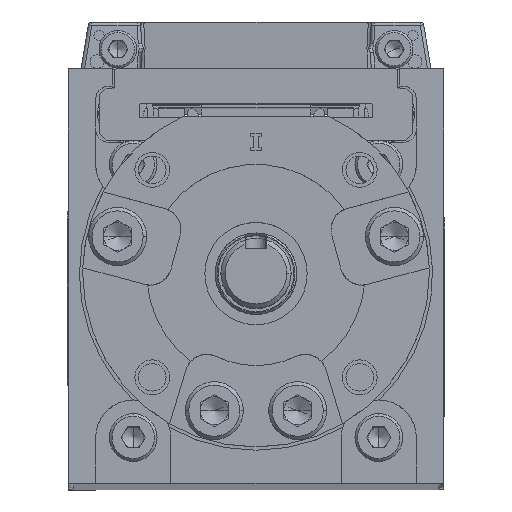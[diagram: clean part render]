
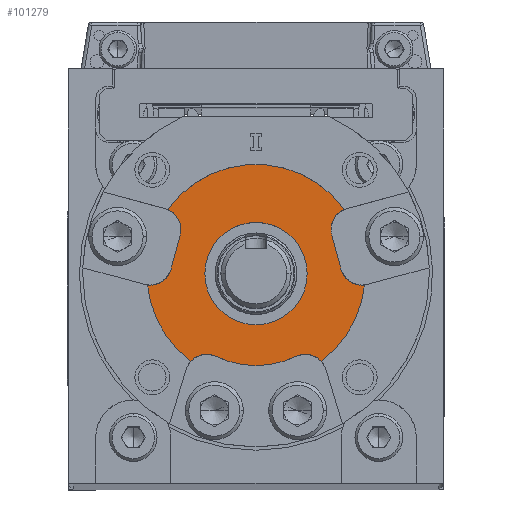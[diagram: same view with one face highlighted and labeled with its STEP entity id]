
A CAD part, top view. The second image highlights one B-rep face of the part: STEP entity #101279.
In plain terms, the highlighted planar face has unit normal (0, 0, 1).
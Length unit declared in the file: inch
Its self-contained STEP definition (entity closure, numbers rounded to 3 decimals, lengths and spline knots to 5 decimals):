
#503 = AXIS2_PLACEMENT_3D ( 'NONE', #189300, #175881, #6308 ) ;
#1087 = DIRECTION ( 'NONE',  ( 1., 0., 0. ) ) ;
#2890 = VERTEX_POINT ( 'NONE', #177830 ) ;
#4393 = DIRECTION ( 'NONE',  ( 0.259, -0.966, 0. ) ) ;
#5573 = CARTESIAN_POINT ( 'NONE',  ( 0., 1.20984, 1.3536 ) ) ;
#6308 = DIRECTION ( 'NONE',  ( 1., 0., 0. ) ) ;
#9334 = DIRECTION ( 'NONE',  ( 0., 0., 1. ) ) ;
#10250 = VERTEX_POINT ( 'NONE', #47039 ) ;
#10342 = CIRCLE ( 'NONE', #124718, 0.125 ) ;
#10747 = DIRECTION ( 'NONE',  ( 1., 0., 0. ) ) ;
#11531 = CARTESIAN_POINT ( 'NONE',  ( 0., 1.20984, 1.3536 ) ) ;
#11707 = CIRCLE ( 'NONE', #197704, 0.125 ) ;
#12598 = ORIENTED_EDGE ( 'NONE', *, *, #195966, .T. ) ;
#13543 = CARTESIAN_POINT ( 'NONE',  ( -0.46387, 1.33414, 1.3536 ) ) ;
#13565 = DIRECTION ( 'NONE',  ( 0., 0., 1. ) ) ;
#15737 = CARTESIAN_POINT ( 'NONE',  ( -0.62652, 1.14443, 1.3536 ) ) ;
#19830 = CARTESIAN_POINT ( 'NONE',  ( 0.29528, 1.20984, 1.3536 ) ) ;
#20218 = ORIENTED_EDGE ( 'NONE', *, *, #125339, .T. ) ;
#21448 = ORIENTED_EDGE ( 'NONE', *, *, #182224, .T. ) ;
#23373 = EDGE_CURVE ( 'NONE', #54693, #51068, #67192, .T. ) ;
#25565 = DIRECTION ( 'NONE',  ( 1., 0., 0. ) ) ;
#25958 = CARTESIAN_POINT ( 'NONE',  ( -0.29528, 1.20984, 1.3536 ) ) ;
#26976 = CIRCLE ( 'NONE', #199894, 0.125 ) ;
#29112 = CARTESIAN_POINT ( 'NONE',  ( 0.62652, 1.14443, 1.3536 ) ) ;
#29196 = CIRCLE ( 'NONE', #87923, 0.53059 ) ;
#30507 = DIRECTION ( 'NONE',  ( 0., 0., -1. ) ) ;
#30665 = DIRECTION ( 'NONE',  ( 1., 0., 0. ) ) ;
#31526 = CARTESIAN_POINT ( 'NONE',  ( 0.2839, 0.61891, 1.3536 ) ) ;
#32778 = ORIENTED_EDGE ( 'NONE', *, *, #98356, .T. ) ;
#34336 = DIRECTION ( 'NONE',  ( 0., 0., 1. ) ) ;
#36782 = ORIENTED_EDGE ( 'NONE', *, *, #158898, .T. ) ;
#36884 = ORIENTED_EDGE ( 'NONE', *, *, #116330, .T. ) ;
#43309 = LINE ( 'NONE', #13543, #169517 ) ;
#43429 = VERTEX_POINT ( 'NONE', #29112 ) ;
#47039 = CARTESIAN_POINT ( 'NONE',  ( 0.22977, 0.73159, 1.3536 ) ) ;
#49492 = LINE ( 'NONE', #143433, #69613 ) ;
#49523 = VERTEX_POINT ( 'NONE', #173662 ) ;
#51068 = VERTEX_POINT ( 'NONE', #122359 ) ;
#53741 = CARTESIAN_POINT ( 'NONE',  ( 0.61088, 1.26845, 1.3536 ) ) ;
#54693 = VERTEX_POINT ( 'NONE', #15737 ) ;
#56460 = DIRECTION ( 'NONE',  ( 1., 0., 0. ) ) ;
#61616 = DIRECTION ( 'NONE',  ( 0., 0., -1. ) ) ;
#61920 = EDGE_LOOP ( 'NONE', ( #80032, #36782, #159185, #36884, #107302, #12598, #120951, #152281, #20218, #32778, #178850, #194338, #72861 ) ) ;
#63717 = VERTEX_POINT ( 'NONE', #198082 ) ;
#65706 = CARTESIAN_POINT ( 'NONE',  ( 0., 1.20984, 1.3536 ) ) ;
#67192 = CIRCLE ( 'NONE', #93271, 0.62992 ) ;
#69613 = VECTOR ( 'NONE', #4393, 39.37008 ) ;
#72861 = ORIENTED_EDGE ( 'NONE', *, *, #154800, .T. ) ;
#76020 = DIRECTION ( 'NONE',  ( 1., 0., 0. ) ) ;
#76402 = CARTESIAN_POINT ( 'NONE',  ( -0.4376, 1.43218, 1.3536 ) ) ;
#76586 = CARTESIAN_POINT ( 'NONE',  ( -0.50987, 1.57975, 1.3536 ) ) ;
#80032 = ORIENTED_EDGE ( 'NONE', *, *, #23373, .T. ) ;
#80483 = VERTEX_POINT ( 'NONE', #76402 ) ;
#81037 = DIRECTION ( 'NONE',  ( 1., 0., 0. ) ) ;
#81397 = DIRECTION ( 'NONE',  ( 1., 0., 0. ) ) ;
#81455 = DIRECTION ( 'NONE',  ( 0., 0., -1. ) ) ;
#83140 = VERTEX_POINT ( 'NONE', #118810 ) ;
#84932 = AXIS2_PLACEMENT_3D ( 'NONE', #116675, #101307, #176763 ) ;
#85347 = DIRECTION ( 'NONE',  ( 1., 0., 0. ) ) ;
#86425 = EDGE_CURVE ( 'NONE', #131982, #80483, #43309, .T. ) ;
#87164 = PLANE ( 'NONE',  #171434 ) ;
#87342 = CARTESIAN_POINT ( 'NONE',  ( 0., 1.20984, 1.3536 ) ) ;
#87923 = AXIS2_PLACEMENT_3D ( 'NONE', #87342, #134237, #181150 ) ;
#88616 = CARTESIAN_POINT ( 'NONE',  ( 0., 1.20984, 1.3536 ) ) ;
#92131 = CARTESIAN_POINT ( 'NONE',  ( 0.55834, 1.46453, 1.3536 ) ) ;
#93267 = CARTESIAN_POINT ( 'NONE',  ( 0.55834, 1.46453, 1.3536 ) ) ;
#93271 = AXIS2_PLACEMENT_3D ( 'NONE', #11531, #13565, #76020 ) ;
#94164 = AXIS2_PLACEMENT_3D ( 'NONE', #175081, #178107, #85347 ) ;
#98356 = EDGE_CURVE ( 'NONE', #151358, #124111, #121285, .T. ) ;
#99434 = FACE_OUTER_BOUND ( 'NONE', #61920, .T. ) ;
#99591 = CIRCLE ( 'NONE', #161470, 0.125 ) ;
#100178 = CIRCLE ( 'NONE', #109965, 0.125 ) ;
#101279 = ADVANCED_FACE ( 'NONE', ( #99434, #133028 ), #87164, .T. ) ;
#101307 = DIRECTION ( 'NONE',  ( 0., 0., 1. ) ) ;
#103022 = EDGE_CURVE ( 'NONE', #63717, #49523, #100178, .T. ) ;
#104441 = CIRCLE ( 'NONE', #84932, 0.62992 ) ;
#107302 = ORIENTED_EDGE ( 'NONE', *, *, #193028, .T. ) ;
#108260 = DIRECTION ( 'NONE',  ( 1., 0., 0. ) ) ;
#108912 = ORIENTED_EDGE ( 'NONE', *, *, #151557, .T. ) ;
#109965 = AXIS2_PLACEMENT_3D ( 'NONE', #92131, #199270, #30665 ) ;
#110483 = CIRCLE ( 'NONE', #94164, 0.125 ) ;
#116330 = EDGE_CURVE ( 'NONE', #10250, #83140, #10342, .T. ) ;
#116675 = CARTESIAN_POINT ( 'NONE',  ( 0., 1.20984, 1.3536 ) ) ;
#116818 = CARTESIAN_POINT ( 'NONE',  ( 0., 1.20984, 1.3536 ) ) ;
#117228 = CARTESIAN_POINT ( 'NONE',  ( -0.22977, 0.73159, 1.3536 ) ) ;
#118693 = CIRCLE ( 'NONE', #121879, 0.29528 ) ;
#118810 = CARTESIAN_POINT ( 'NONE',  ( 0.37544, 0.70403, 1.3536 ) ) ;
#120588 = EDGE_LOOP ( 'NONE', ( #21448, #108912 ) ) ;
#120951 = ORIENTED_EDGE ( 'NONE', *, *, #175466, .F. ) ;
#121285 = CIRCLE ( 'NONE', #163425, 0.62992 ) ;
#121463 = CIRCLE ( 'NONE', #503, 0.125 ) ;
#121879 = AXIS2_PLACEMENT_3D ( 'NONE', #65706, #61616, #81037 ) ;
#122270 = AXIS2_PLACEMENT_3D ( 'NONE', #88616, #138538, #10747 ) ;
#122359 = CARTESIAN_POINT ( 'NONE',  ( -0.37544, 0.70403, 1.3536 ) ) ;
#122809 = EDGE_CURVE ( 'NONE', #10250, #190555, #29196, .T. ) ;
#124111 = VERTEX_POINT ( 'NONE', #76586 ) ;
#124718 = AXIS2_PLACEMENT_3D ( 'NONE', #31526, #30507, #108260 ) ;
#124886 = DIRECTION ( 'NONE',  ( 0., 0., -1. ) ) ;
#125339 = EDGE_CURVE ( 'NONE', #49523, #151358, #26976, .T. ) ;
#131359 = DIRECTION ( 'NONE',  ( 1., 0., 0. ) ) ;
#131982 = VERTEX_POINT ( 'NONE', #174514 ) ;
#133028 = FACE_BOUND ( 'NONE', #120588, .T. ) ;
#134237 = DIRECTION ( 'NONE',  ( 0., 0., -1. ) ) ;
#138538 = DIRECTION ( 'NONE',  ( 0., 0., -1. ) ) ;
#140921 = VERTEX_POINT ( 'NONE', #19830 ) ;
#143433 = CARTESIAN_POINT ( 'NONE',  ( 0.46387, 1.33414, 1.3536 ) ) ;
#151358 = VERTEX_POINT ( 'NONE', #152032 ) ;
#151497 = CIRCLE ( 'NONE', #122270, 0.29528 ) ;
#151557 = EDGE_CURVE ( 'NONE', #170946, #140921, #151497, .T. ) ;
#152032 = CARTESIAN_POINT ( 'NONE',  ( 0.50987, 1.57975, 1.3536 ) ) ;
#152281 = ORIENTED_EDGE ( 'NONE', *, *, #103022, .T. ) ;
#152538 = EDGE_CURVE ( 'NONE', #124111, #80483, #11707, .T. ) ;
#153517 = DIRECTION ( 'NONE',  ( 0.259, 0.966, 0. ) ) ;
#154800 = EDGE_CURVE ( 'NONE', #131982, #54693, #121463, .T. ) ;
#158898 = EDGE_CURVE ( 'NONE', #51068, #190555, #110483, .T. ) ;
#159185 = ORIENTED_EDGE ( 'NONE', *, *, #122809, .F. ) ;
#161470 = AXIS2_PLACEMENT_3D ( 'NONE', #53741, #81455, #131359 ) ;
#163425 = AXIS2_PLACEMENT_3D ( 'NONE', #5573, #34336, #81397 ) ;
#165429 = CARTESIAN_POINT ( 'NONE',  ( -0.55834, 1.46453, 1.3536 ) ) ;
#169517 = VECTOR ( 'NONE', #153517, 39.37008 ) ;
#170946 = VERTEX_POINT ( 'NONE', #25958 ) ;
#171434 = AXIS2_PLACEMENT_3D ( 'NONE', #116818, #9334, #56460 ) ;
#173662 = CARTESIAN_POINT ( 'NONE',  ( 0.43334, 1.46453, 1.3536 ) ) ;
#174514 = CARTESIAN_POINT ( 'NONE',  ( -0.49014, 1.2361, 1.3536 ) ) ;
#175081 = CARTESIAN_POINT ( 'NONE',  ( -0.2839, 0.61891, 1.3536 ) ) ;
#175466 = EDGE_CURVE ( 'NONE', #63717, #2890, #49492, .T. ) ;
#175881 = DIRECTION ( 'NONE',  ( 0., 0., -1. ) ) ;
#176763 = DIRECTION ( 'NONE',  ( 1., 0., 0. ) ) ;
#177830 = CARTESIAN_POINT ( 'NONE',  ( 0.49014, 1.2361, 1.3536 ) ) ;
#178107 = DIRECTION ( 'NONE',  ( 0., 0., -1. ) ) ;
#178850 = ORIENTED_EDGE ( 'NONE', *, *, #152538, .T. ) ;
#181150 = DIRECTION ( 'NONE',  ( 1., 0., 0. ) ) ;
#182224 = EDGE_CURVE ( 'NONE', #140921, #170946, #118693, .T. ) ;
#184825 = DIRECTION ( 'NONE',  ( 0., 0., -1. ) ) ;
#189300 = CARTESIAN_POINT ( 'NONE',  ( -0.61088, 1.26845, 1.3536 ) ) ;
#190555 = VERTEX_POINT ( 'NONE', #117228 ) ;
#193028 = EDGE_CURVE ( 'NONE', #83140, #43429, #104441, .T. ) ;
#194338 = ORIENTED_EDGE ( 'NONE', *, *, #86425, .F. ) ;
#195966 = EDGE_CURVE ( 'NONE', #43429, #2890, #99591, .T. ) ;
#197704 = AXIS2_PLACEMENT_3D ( 'NONE', #165429, #184825, #25565 ) ;
#198082 = CARTESIAN_POINT ( 'NONE',  ( 0.4376, 1.43218, 1.3536 ) ) ;
#199270 = DIRECTION ( 'NONE',  ( 0., 0., -1. ) ) ;
#199894 = AXIS2_PLACEMENT_3D ( 'NONE', #93267, #124886, #1087 ) ;
